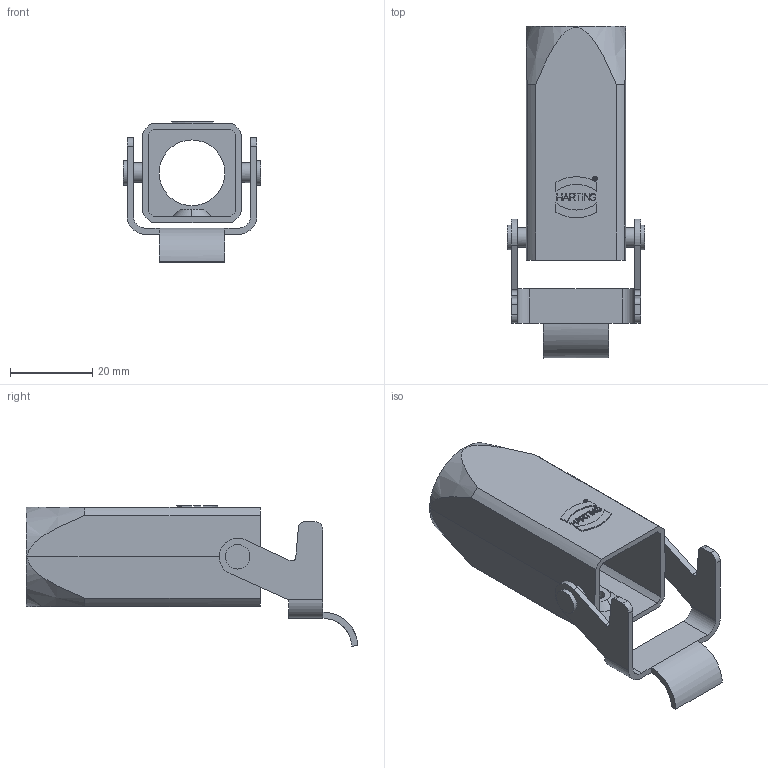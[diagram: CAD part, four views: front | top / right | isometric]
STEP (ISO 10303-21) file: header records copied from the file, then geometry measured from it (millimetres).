
FILE_DESCRIPTION(/* description */ (''),/* implementation_level */ '2;1');
FILE_NAME(/* name */ '100095087ugm000_c.stp',/* time_stamp */ '2019-03-25T16:43:52+01:00',/* author */ (''),/* organization */ (''),/* preprocessor_version */ 'ST-DEVELOPER v16.7',/* originating_system */ 'SIEMENS PLM Software NX 12.0',/* authorisation */ '');
FILE_SCHEMA (('AUTOMOTIVE_DESIGN { 1 0 10303 214 3 1 1 1 }'));
Length unit declared in the file: millimetre
Products named in the file (1): 100095087ugm000_c
Bounding box: 33.6 x 80.79 x 34.13 mm (x, y, z)
Volume: 10578.1 mm3; surface area: 12850.7 mm2
Topology: 2 solids, 2 shells, 184 faces, 477 edges, 316 vertices
Faces by surface type: plane 135, cylinder 45, bspline 3, cone 1
Full cylindrical faces by diameter (mm): 0.95 x1, 1.05 x1, 3.05 x1, 4.8 x4, 6 x2, 16 x1, 20 x1
Entity records: 7219 total; most frequent: CARTESIAN_POINT 1457, ORIENTED_EDGE 920, DIRECTION 866, EDGE_CURVE 460, LINE 330, VECTOR 330, VERTEX_POINT 312, AXIS2_PLACEMENT_3D 268
